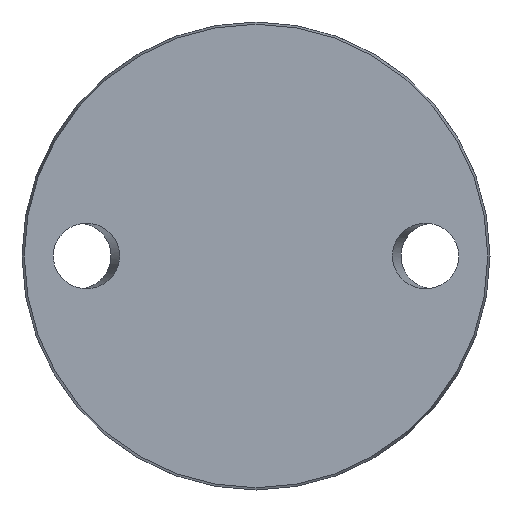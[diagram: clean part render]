
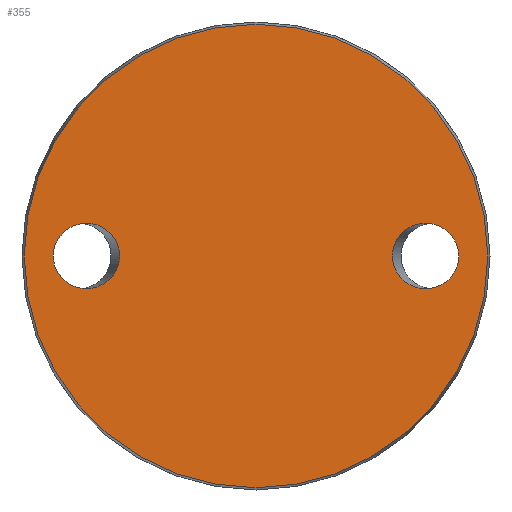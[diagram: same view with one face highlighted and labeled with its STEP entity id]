
A CAD part, front view. The second image highlights one B-rep face of the part: STEP entity #355.
In plain terms, the highlighted planar face has unit normal (0, -1, 0).
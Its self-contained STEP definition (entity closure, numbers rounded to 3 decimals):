
#59 = DIRECTION ( 'NONE',  ( 0., 1., 0. ) ) ;
#77 = DIRECTION ( 'NONE',  ( 0., -1., 0. ) ) ;
#92 =( BOUNDED_CURVE ( )  B_SPLINE_CURVE ( 3, ( #951, #561, #631, #692, #114, #425, #343 ),
 .UNSPECIFIED., .T., .T. ) 
 B_SPLINE_CURVE_WITH_KNOTS ( ( 4, 3, 4 ),
 ( 0., 3.142, 6.283 ),
 .UNSPECIFIED. ) 
 CURVE ( )  GEOMETRIC_REPRESENTATION_ITEM ( )  RATIONAL_B_SPLINE_CURVE ( ( 1., 0.333, 0.333, 1., 0.333, 0.333, 1. ) ) 
 REPRESENTATION_ITEM ( '' )  );
#114 = CARTESIAN_POINT ( 'NONE',  ( -34.385, 0., -16.5 ) ) ;
#140 = EDGE_LOOP ( 'NONE', ( #615 ) ) ;
#150 = CARTESIAN_POINT ( 'NONE',  ( 34.385, 0., 0. ) ) ;
#166 = CARTESIAN_POINT ( 'NONE',  ( 51.115, 0., 0. ) ) ;
#168 = ORIENTED_EDGE ( 'NONE', *, *, #306, .F. ) ;
#192 = CARTESIAN_POINT ( 'NONE',  ( 34.385, 0., -16.5 ) ) ;
#233 = VERTEX_POINT ( 'NONE', #497 ) ;
#248 = CARTESIAN_POINT ( 'NONE',  ( 51.115, 0., -16.5 ) ) ;
#269 = AXIS2_PLACEMENT_3D ( 'NONE', #499, #77, #726 ) ;
#303 = CARTESIAN_POINT ( 'NONE',  ( -58.425, 0., 0. ) ) ;
#306 = EDGE_CURVE ( 'NONE', #377, #377, #774, .T. ) ;
#343 = CARTESIAN_POINT ( 'NONE',  ( -51.115, 0., 0. ) ) ;
#355 = ADVANCED_FACE ( 'NONE', ( #402, #705, #713 ), #639, .F. ) ;
#377 = VERTEX_POINT ( 'NONE', #940 ) ;
#395 = EDGE_CURVE ( 'NONE', #788, #788, #92, .T. ) ;
#402 = FACE_BOUND ( 'NONE', #140, .T. ) ;
#425 = CARTESIAN_POINT ( 'NONE',  ( -51.115, 0., -16.5 ) ) ;
#449 = CARTESIAN_POINT ( 'NONE',  ( 51.115, 0., 16.5 ) ) ;
#470 = DIRECTION ( 'NONE',  ( 0., 0., 1. ) ) ;
#497 = CARTESIAN_POINT ( 'NONE',  ( 0., 0., -58.425 ) ) ;
#499 = CARTESIAN_POINT ( 'NONE',  ( 0., 0., 0. ) ) ;
#561 = CARTESIAN_POINT ( 'NONE',  ( -51.115, 0., 16.5 ) ) ;
#589 = AXIS2_PLACEMENT_3D ( 'NONE', #303, #59, #470 ) ;
#590 = CIRCLE ( 'NONE', #269, 58.425 ) ;
#596 = EDGE_LOOP ( 'NONE', ( #168 ) ) ;
#615 = ORIENTED_EDGE ( 'NONE', *, *, #395, .T. ) ;
#631 = CARTESIAN_POINT ( 'NONE',  ( -34.385, 0., 16.5 ) ) ;
#639 = PLANE ( 'NONE',  #589 ) ;
#654 = ORIENTED_EDGE ( 'NONE', *, *, #844, .T. ) ;
#692 = CARTESIAN_POINT ( 'NONE',  ( -34.385, 0., 0. ) ) ;
#705 = FACE_BOUND ( 'NONE', #596, .T. ) ;
#713 = FACE_OUTER_BOUND ( 'NONE', #863, .T. ) ;
#726 = DIRECTION ( 'NONE',  ( 0., 0., -1. ) ) ;
#760 = CARTESIAN_POINT ( 'NONE',  ( 34.385, 0., 16.5 ) ) ;
#774 =( BOUNDED_CURVE ( )  B_SPLINE_CURVE ( 3, ( #898, #192, #248, #166, #449, #760, #150 ),
 .UNSPECIFIED., .T., .T. ) 
 B_SPLINE_CURVE_WITH_KNOTS ( ( 4, 3, 4 ),
 ( 0., 3.142, 6.283 ),
 .UNSPECIFIED. ) 
 CURVE ( )  GEOMETRIC_REPRESENTATION_ITEM ( )  RATIONAL_B_SPLINE_CURVE ( ( 1., 0.333, 0.333, 1., 0.333, 0.333, 1. ) ) 
 REPRESENTATION_ITEM ( '' )  );
#788 = VERTEX_POINT ( 'NONE', #884 ) ;
#844 = EDGE_CURVE ( 'NONE', #233, #233, #590, .T. ) ;
#863 = EDGE_LOOP ( 'NONE', ( #654 ) ) ;
#884 = CARTESIAN_POINT ( 'NONE',  ( -51.115, 0., 0. ) ) ;
#898 = CARTESIAN_POINT ( 'NONE',  ( 34.385, 0., 0. ) ) ;
#940 = CARTESIAN_POINT ( 'NONE',  ( 34.385, 0., 0. ) ) ;
#951 = CARTESIAN_POINT ( 'NONE',  ( -51.115, 0., 0. ) ) ;
